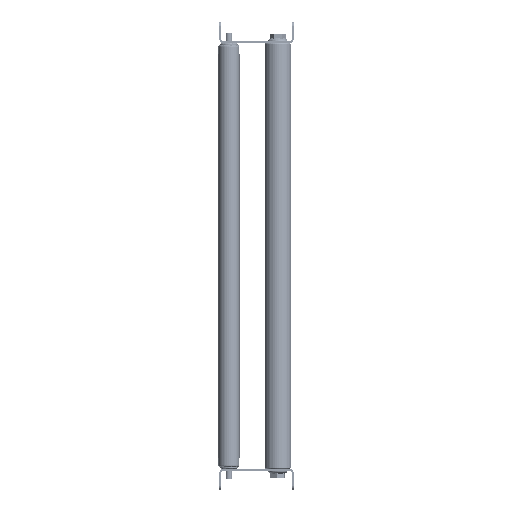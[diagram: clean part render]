
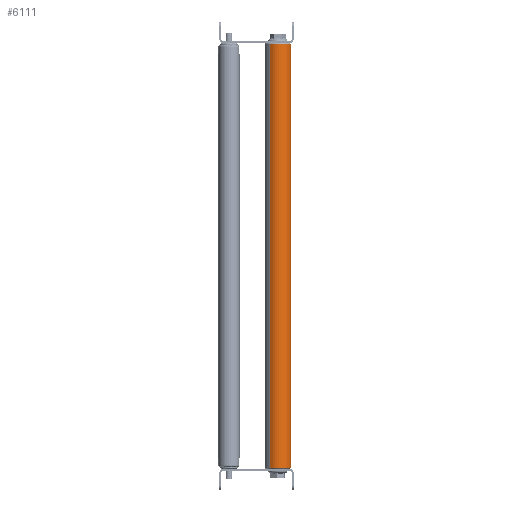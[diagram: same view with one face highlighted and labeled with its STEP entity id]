
A CAD part, left-side view. The second image highlights one B-rep face of the part: STEP entity #6111.
In plain terms, the highlighted cylindrical face has radius 12.5 mm (diameter 25 mm), a partial arc.
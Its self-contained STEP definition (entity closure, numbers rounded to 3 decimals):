
#505 = EDGE_CURVE ( 'NONE', #9339, #3233, #4670, .T. ) ;
#785 = VERTEX_POINT ( 'NONE', #3751 ) ;
#1387 = DIRECTION ( 'NONE',  ( -1., 0., 0. ) ) ;
#2011 = DIRECTION ( 'NONE',  ( 0., 0., -1. ) ) ;
#2086 = CIRCLE ( 'NONE', #13761, 12.5 ) ;
#2496 = CYLINDRICAL_SURFACE ( 'NONE', #7114, 12.5 ) ;
#2879 = ORIENTED_EDGE ( 'NONE', *, *, #16086, .T. ) ;
#3233 = VERTEX_POINT ( 'NONE', #18384 ) ;
#3751 = CARTESIAN_POINT ( 'NONE',  ( 1., 0., 12.5 ) ) ;
#3771 = ORIENTED_EDGE ( 'NONE', *, *, #505, .T. ) ;
#4377 = VERTEX_POINT ( 'NONE', #4700 ) ;
#4670 = LINE ( 'NONE', #21169, #11838 ) ;
#4700 = CARTESIAN_POINT ( 'NONE',  ( 399., 0., 12.5 ) ) ;
#6001 = FACE_OUTER_BOUND ( 'NONE', #16220, .T. ) ;
#6111 = ADVANCED_FACE ( 'NONE', ( #6001 ), #2496, .T. ) ;
#7114 = AXIS2_PLACEMENT_3D ( 'NONE', #9212, #21152, #16146 ) ;
#7400 = CARTESIAN_POINT ( 'NONE',  ( 1., 0., 0. ) ) ;
#8356 = CIRCLE ( 'NONE', #11560, 12.5 ) ;
#9212 = CARTESIAN_POINT ( 'NONE',  ( 400., 0., 0. ) ) ;
#9339 = VERTEX_POINT ( 'NONE', #17023 ) ;
#9642 = VECTOR ( 'NONE', #21462, 1000. ) ;
#11560 = AXIS2_PLACEMENT_3D ( 'NONE', #7400, #14100, #2011 ) ;
#11590 = DIRECTION ( 'NONE',  ( 0., 0., -1. ) ) ;
#11838 = VECTOR ( 'NONE', #19698, 1000. ) ;
#12916 = CARTESIAN_POINT ( 'NONE',  ( 399., 0., 0. ) ) ;
#13689 = EDGE_CURVE ( 'NONE', #4377, #785, #18434, .T. ) ;
#13761 = AXIS2_PLACEMENT_3D ( 'NONE', #12916, #1387, #11590 ) ;
#14100 = DIRECTION ( 'NONE',  ( 1., 0., 0. ) ) ;
#16086 = EDGE_CURVE ( 'NONE', #3233, #785, #8356, .T. ) ;
#16146 = DIRECTION ( 'NONE',  ( 0., 0., 1. ) ) ;
#16220 = EDGE_LOOP ( 'NONE', ( #21402, #3771, #2879, #18958 ) ) ;
#17023 = CARTESIAN_POINT ( 'NONE',  ( 399., 0., -12.5 ) ) ;
#18090 = CARTESIAN_POINT ( 'NONE',  ( 400., 0., 12.5 ) ) ;
#18384 = CARTESIAN_POINT ( 'NONE',  ( 1., 0., -12.5 ) ) ;
#18434 = LINE ( 'NONE', #18090, #9642 ) ;
#18747 = EDGE_CURVE ( 'NONE', #4377, #9339, #2086, .T. ) ;
#18958 = ORIENTED_EDGE ( 'NONE', *, *, #13689, .F. ) ;
#19698 = DIRECTION ( 'NONE',  ( -1., 0., 0. ) ) ;
#21152 = DIRECTION ( 'NONE',  ( -1., 0., 0. ) ) ;
#21169 = CARTESIAN_POINT ( 'NONE',  ( 400., 0., -12.5 ) ) ;
#21402 = ORIENTED_EDGE ( 'NONE', *, *, #18747, .T. ) ;
#21462 = DIRECTION ( 'NONE',  ( -1., 0., 0. ) ) ;
